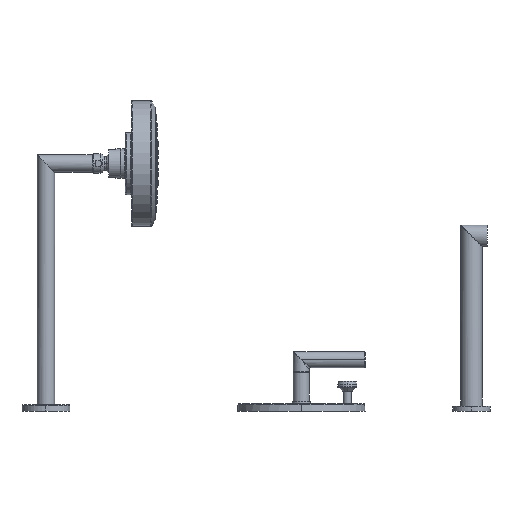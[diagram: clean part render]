
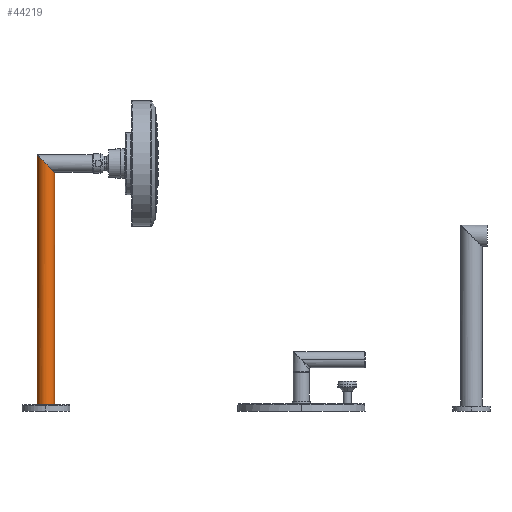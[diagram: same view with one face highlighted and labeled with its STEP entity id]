
A CAD part, left-side view. The second image highlights one B-rep face of the part: STEP entity #44219.
In plain terms, the highlighted cylindrical face has radius 10.319 mm (diameter 20.637 mm), a partial arc.
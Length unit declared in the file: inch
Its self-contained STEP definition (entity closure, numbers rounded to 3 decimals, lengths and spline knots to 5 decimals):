
#25321=CARTESIAN_POINT('',(0.,12.40625,12.05625));
#25358=CARTESIAN_POINT('',(0.,11.59375,11.24375));
#25526=CARTESIAN_POINT('',(0.,11.59375,11.24375));
#25527=CARTESIAN_POINT('',(-0.00515,11.59375,11.24375));
#25528=CARTESIAN_POINT('',(-0.01547,11.59395,
11.24395));
#25529=CARTESIAN_POINT('',(-0.03097,11.59483,
11.24483));
#25530=CARTESIAN_POINT('',(-0.0465,11.59632,
11.24632));
#25531=CARTESIAN_POINT('',(-0.06208,11.59842,
11.24842));
#25532=CARTESIAN_POINT('',(-0.07768,11.60114,
11.25114));
#25533=CARTESIAN_POINT('',(-0.09324,11.60449,
11.25449));
#25534=CARTESIAN_POINT('',(-0.10881,11.60848,
11.25848));
#25535=CARTESIAN_POINT('',(-0.1244,11.61315,
11.26315));
#25536=CARTESIAN_POINT('',(-0.13997,11.61851,
11.26851));
#25537=CARTESIAN_POINT('',(-0.15558,11.62459,
11.27459));
#25538=CARTESIAN_POINT('',(-0.17115,11.63143,
11.28143));
#25539=CARTESIAN_POINT('',(-0.18665,11.63903,
11.28903));
#25540=CARTESIAN_POINT('',(-0.20211,11.64745,
11.29745));
#25541=CARTESIAN_POINT('',(-0.21745,11.65669,
11.30669));
#25542=CARTESIAN_POINT('',(-0.23267,11.66681,
11.31681));
#25543=CARTESIAN_POINT('',(-0.24771,11.67783,
11.32783));
#25544=CARTESIAN_POINT('',(-0.2625,11.68975,
11.33975));
#25545=CARTESIAN_POINT('',(-0.27703,11.70264,
11.35264));
#25546=CARTESIAN_POINT('',(-0.29119,11.71649,
11.36649));
#25547=CARTESIAN_POINT('',(-0.30494,11.73132,
11.38132));
#25548=CARTESIAN_POINT('',(-0.31819,11.74713,
11.39713));
#25549=CARTESIAN_POINT('',(-0.33084,11.76391,
11.41391));
#25550=CARTESIAN_POINT('',(-0.34282,11.78167,
11.43167));
#25551=CARTESIAN_POINT('',(-0.35404,11.80036,
11.45036));
#25552=CARTESIAN_POINT('',(-0.36441,11.81997,
11.46997));
#25553=CARTESIAN_POINT('',(-0.37381,11.84039,
11.49039));
#25554=CARTESIAN_POINT('',(-0.38218,11.8616,
11.5116));
#25555=CARTESIAN_POINT('',(-0.38942,11.88352,
11.53352));
#25556=CARTESIAN_POINT('',(-0.39547,11.90607,
11.55607));
#25557=CARTESIAN_POINT('',(-0.40025,11.92909,
11.57909));
#25558=CARTESIAN_POINT('',(-0.4037,11.9525,
11.6025));
#25559=CARTESIAN_POINT('',(-0.40578,11.97616,
11.62615));
#25560=CARTESIAN_POINT('',(-0.40625,11.99203,11.64204));
#25561=CARTESIAN_POINT('',(-0.40625,12.,11.65));
#25563=CARTESIAN_POINT('',(0.,12.40625,12.05625));
#25564=CARTESIAN_POINT('',(-0.00516,12.40625,12.05625));
#25565=CARTESIAN_POINT('',(-0.01549,12.40605,
12.05605));
#25566=CARTESIAN_POINT('',(-0.03104,12.40516,
12.05516));
#25567=CARTESIAN_POINT('',(-0.04658,12.40367,
12.05367));
#25568=CARTESIAN_POINT('',(-0.06213,12.40157,
12.05157));
#25569=CARTESIAN_POINT('',(-0.07771,12.39885,
12.04885));
#25570=CARTESIAN_POINT('',(-0.09325,12.39551,
12.04551));
#25571=CARTESIAN_POINT('',(-0.10882,12.39152,
12.04152));
#25572=CARTESIAN_POINT('',(-0.12444,12.38684,
12.03684));
#25573=CARTESIAN_POINT('',(-0.14003,12.38147,
12.03147));
#25574=CARTESIAN_POINT('',(-0.15563,12.37539,
12.02539));
#25575=CARTESIAN_POINT('',(-0.1712,12.36855,
12.01855));
#25576=CARTESIAN_POINT('',(-0.18671,12.36094,
12.01094));
#25577=CARTESIAN_POINT('',(-0.20218,12.35252,
12.00252));
#25578=CARTESIAN_POINT('',(-0.21754,12.34326,
11.99326));
#25579=CARTESIAN_POINT('',(-0.23275,12.33314,
11.98314));
#25580=CARTESIAN_POINT('',(-0.2478,12.32211,
11.97211));
#25581=CARTESIAN_POINT('',(-0.26263,12.31014,
11.96014));
#25582=CARTESIAN_POINT('',(-0.27713,12.29726,
11.94726));
#25583=CARTESIAN_POINT('',(-0.29127,12.28344,
11.93344));
#25584=CARTESIAN_POINT('',(-0.30498,12.26863,
11.91863));
#25585=CARTESIAN_POINT('',(-0.31822,12.25282,
11.90282));
#25586=CARTESIAN_POINT('',(-0.33091,12.23599,
11.88599));
#25587=CARTESIAN_POINT('',(-0.34287,12.21825,
11.86825));
#25588=CARTESIAN_POINT('',(-0.35406,12.1996,
11.8496));
#25589=CARTESIAN_POINT('',(-0.36441,12.18003,
11.83003));
#25590=CARTESIAN_POINT('',(-0.37384,12.15954,
11.80954));
#25591=CARTESIAN_POINT('',(-0.38221,12.13832,
11.78832));
#25592=CARTESIAN_POINT('',(-0.38944,12.11642,
11.76642));
#25593=CARTESIAN_POINT('',(-0.39548,12.09392,
11.74392));
#25594=CARTESIAN_POINT('',(-0.40026,12.07086,
11.72086));
#25595=CARTESIAN_POINT('',(-0.40371,12.04739,
11.69739));
#25596=CARTESIAN_POINT('',(-0.40579,12.02369,
11.6737));
#25597=CARTESIAN_POINT('',(-0.40625,12.0079,11.6579));
#25598=CARTESIAN_POINT('',(-0.40625,12.,11.65));
#25833=DIRECTION('',(0.,0.,1.));
#25834=VECTOR('',#25833,11.74625);
#25835=CARTESIAN_POINT('',(0.,12.40625,0.31));
#25836=LINE('',#25835,#25834);
#25842=CARTESIAN_POINT('',(0.,12.,0.31));
#25843=DIRECTION('',(0.,0.,1.));
#25844=DIRECTION('',(0.,1.,0.));
#25845=AXIS2_PLACEMENT_3D('',#25842,#25843,#25844);
#25895=DIRECTION('',(0.,0.,1.));
#25896=VECTOR('',#25895,10.93375);
#25897=CARTESIAN_POINT('',(0.,11.59375,0.31));
#25898=LINE('',#25897,#25896);
#33077=CARTESIAN_POINT('',(0.,11.59375,0.31));
#33078=CARTESIAN_POINT('',(0.,12.40625,0.31));
#33079=VERTEX_POINT('',#33077);
#33080=VERTEX_POINT('',#33078);
#33082=VERTEX_POINT('',#25358);
#33083=VERTEX_POINT('',#25321);
#33084=VERTEX_POINT('',#25598);
#44204=CARTESIAN_POINT('',(0.,12.,-0.75));
#44205=DIRECTION('',(0.,0.,1.));
#44206=DIRECTION('',(0.,-1.,0.));
#44207=AXIS2_PLACEMENT_3D('',#44204,#44205,#44206);
#44208=CYLINDRICAL_SURFACE('',#44207,0.40625);
#44210=ORIENTED_EDGE('',*,*,#44209,.F.);
#44212=ORIENTED_EDGE('',*,*,#44211,.T.);
#44213=ORIENTED_EDGE('',*,*,#43966,.T.);
#44214=ORIENTED_EDGE('',*,*,#43964,.F.);
#44216=ORIENTED_EDGE('',*,*,#44215,.F.);
#44217=EDGE_LOOP('',(#44210,#44212,#44213,#44214,#44216));
#44218=FACE_OUTER_BOUND('',#44217,.F.);
#44219=ADVANCED_FACE('',(#44218),#44208,.T.);
#25562=B_SPLINE_CURVE_WITH_KNOTS('',3,(#25526,#25527,#25528,#25529,#25530,
#25531,#25532,#25533,#25534,#25535,#25536,#25537,#25538,#25539,#25540,#25541,
#25542,#25543,#25544,#25545,#25546,#25547,#25548,#25549,#25550,#25551,#25552,
#25553,#25554,#25555,#25556,#25557,#25558,#25559,#25560,#25561),.UNSPECIFIED.,
.F.,.F.,(4,1,1,1,1,1,1,1,1,1,1,1,1,1,1,1,1,1,1,1,1,1,1,1,1,1,1,1,1,1,1,1,1,4),(
0.,0.0303,0.06061,0.09091,0.12121,
0.15152,0.18182,0.21212,0.24242,
0.27273,0.30303,0.33333,0.36364,
0.39394,0.42424,0.45455,0.48485,
0.51515,0.54545,0.57576,0.60606,
0.63636,0.66667,0.69697,0.72727,
0.75758,0.78788,0.81818,0.84848,
0.87879,0.90909,0.93939,0.9697,1.),
.UNSPECIFIED.);
#25599=B_SPLINE_CURVE_WITH_KNOTS('',3,(#25563,#25564,#25565,#25566,#25567,
#25568,#25569,#25570,#25571,#25572,#25573,#25574,#25575,#25576,#25577,#25578,
#25579,#25580,#25581,#25582,#25583,#25584,#25585,#25586,#25587,#25588,#25589,
#25590,#25591,#25592,#25593,#25594,#25595,#25596,#25597,#25598),.UNSPECIFIED.,
.F.,.F.,(4,1,1,1,1,1,1,1,1,1,1,1,1,1,1,1,1,1,1,1,1,1,1,1,1,1,1,1,1,1,1,1,1,4),(
0.,0.0303,0.06061,0.09091,0.12121,
0.15152,0.18182,0.21212,0.24242,
0.27273,0.30303,0.33333,0.36364,
0.39394,0.42424,0.45455,0.48485,
0.51515,0.54545,0.57576,0.60606,
0.63636,0.66667,0.69697,0.72727,
0.75758,0.78788,0.81818,0.84848,
0.87879,0.90909,0.93939,0.9697,1.),
.UNSPECIFIED.);
#25846=CIRCLE('',#25845,0.40625);
#43964=EDGE_CURVE('',#33082,#33084,#25562,.T.);
#43966=EDGE_CURVE('',#33083,#33084,#25599,.T.);
#44209=EDGE_CURVE('',#33080,#33079,#25846,.T.);
#44211=EDGE_CURVE('',#33080,#33083,#25836,.T.);
#44215=EDGE_CURVE('',#33079,#33082,#25898,.T.);
